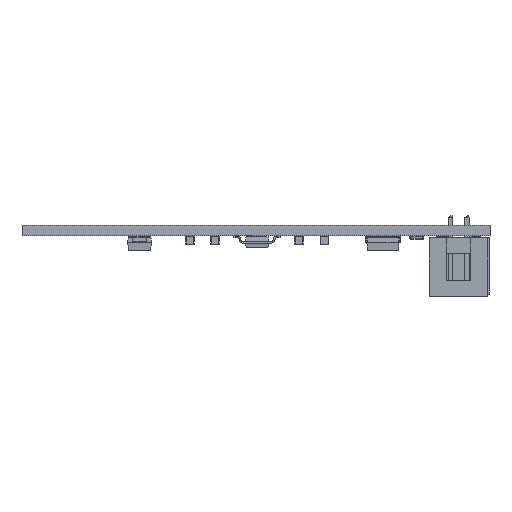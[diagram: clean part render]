
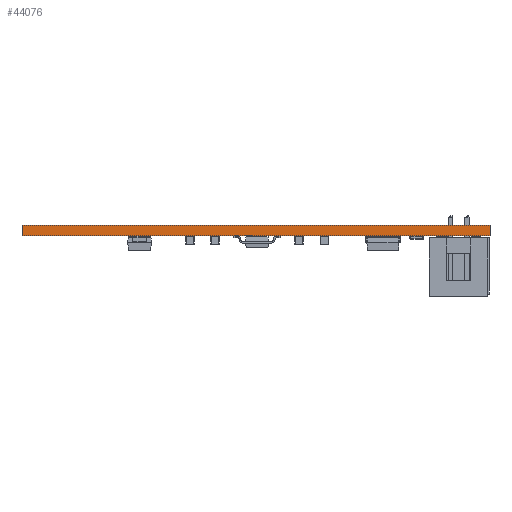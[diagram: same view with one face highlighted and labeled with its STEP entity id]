
A CAD part, front view. The second image highlights one B-rep face of the part: STEP entity #44076.
In plain terms, the highlighted planar face has unit normal (0, -1, 0).
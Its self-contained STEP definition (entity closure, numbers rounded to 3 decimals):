
#43960 = EDGE_CURVE('',#43961,#43963,#43965,.T.);
#43961 = VERTEX_POINT('',#43962);
#43962 = CARTESIAN_POINT('',(70.8,-128.5,0.));
#43963 = VERTEX_POINT('',#43964);
#43964 = CARTESIAN_POINT('',(70.8,-128.5,1.6));
#43965 = SURFACE_CURVE('',#43966,(#43970,#43982),.PCURVE_S1.);
#43966 = LINE('',#43967,#43968);
#43967 = CARTESIAN_POINT('',(70.8,-128.5,0.));
#43968 = VECTOR('',#43969,1.);
#43969 = DIRECTION('',(0.,0.,1.));
#43970 = PCURVE('',#43971,#43976);
#43971 = PLANE('',#43972);
#43972 = AXIS2_PLACEMENT_3D('',#43973,#43974,#43975);
#43973 = CARTESIAN_POINT('',(70.8,-128.5,0.));
#43974 = DIRECTION('',(-1.,0.,0.));
#43975 = DIRECTION('',(0.,1.,0.));
#43976 = DEFINITIONAL_REPRESENTATION('',(#43977),#43981);
#43977 = LINE('',#43978,#43979);
#43978 = CARTESIAN_POINT('',(0.,0.));
#43979 = VECTOR('',#43980,1.);
#43980 = DIRECTION('',(0.,-1.));
#43981 = ( GEOMETRIC_REPRESENTATION_CONTEXT(2) 
PARAMETRIC_REPRESENTATION_CONTEXT() REPRESENTATION_CONTEXT('2D SPACE',''
  ) );
#43982 = PCURVE('',#43983,#43988);
#43983 = PLANE('',#43984);
#43984 = AXIS2_PLACEMENT_3D('',#43985,#43986,#43987);
#43985 = CARTESIAN_POINT('',(0.,-128.5,0.));
#43986 = DIRECTION('',(0.,1.,0.));
#43987 = DIRECTION('',(1.,0.,0.));
#43988 = DEFINITIONAL_REPRESENTATION('',(#43989),#43993);
#43989 = LINE('',#43990,#43991);
#43990 = CARTESIAN_POINT('',(70.8,0.));
#43991 = VECTOR('',#43992,1.);
#43992 = DIRECTION('',(0.,-1.));
#43993 = ( GEOMETRIC_REPRESENTATION_CONTEXT(2) 
PARAMETRIC_REPRESENTATION_CONTEXT() REPRESENTATION_CONTEXT('2D SPACE',''
  ) );
#44011 = PLANE('',#44012);
#44012 = AXIS2_PLACEMENT_3D('',#44013,#44014,#44015);
#44013 = CARTESIAN_POINT('',(34.716,-63.882,1.6));
#44014 = DIRECTION('',(0.,0.,1.));
#44015 = DIRECTION('',(1.,0.,-0.));
#44065 = PLANE('',#44066);
#44066 = AXIS2_PLACEMENT_3D('',#44067,#44068,#44069);
#44067 = CARTESIAN_POINT('',(34.716,-63.882,0.));
#44068 = DIRECTION('',(0.,0.,1.));
#44069 = DIRECTION('',(1.,0.,-0.));
#44076 = ADVANCED_FACE('',(#44077),#43983,.F.);
#44077 = FACE_BOUND('',#44078,.F.);
#44078 = EDGE_LOOP('',(#44079,#44109,#44130,#44131));
#44079 = ORIENTED_EDGE('',*,*,#44080,.T.);
#44080 = EDGE_CURVE('',#44081,#44083,#44085,.T.);
#44081 = VERTEX_POINT('',#44082);
#44082 = CARTESIAN_POINT('',(0.,-128.5,0.));
#44083 = VERTEX_POINT('',#44084);
#44084 = CARTESIAN_POINT('',(0.,-128.5,1.6));
#44085 = SURFACE_CURVE('',#44086,(#44090,#44097),.PCURVE_S1.);
#44086 = LINE('',#44087,#44088);
#44087 = CARTESIAN_POINT('',(0.,-128.5,0.));
#44088 = VECTOR('',#44089,1.);
#44089 = DIRECTION('',(0.,0.,1.));
#44090 = PCURVE('',#43983,#44091);
#44091 = DEFINITIONAL_REPRESENTATION('',(#44092),#44096);
#44092 = LINE('',#44093,#44094);
#44093 = CARTESIAN_POINT('',(0.,0.));
#44094 = VECTOR('',#44095,1.);
#44095 = DIRECTION('',(0.,-1.));
#44096 = ( GEOMETRIC_REPRESENTATION_CONTEXT(2) 
PARAMETRIC_REPRESENTATION_CONTEXT() REPRESENTATION_CONTEXT('2D SPACE',''
  ) );
#44097 = PCURVE('',#44098,#44103);
#44098 = PLANE('',#44099);
#44099 = AXIS2_PLACEMENT_3D('',#44100,#44101,#44102);
#44100 = CARTESIAN_POINT('',(0.,-56.,0.));
#44101 = DIRECTION('',(1.,0.,-0.));
#44102 = DIRECTION('',(0.,-1.,0.));
#44103 = DEFINITIONAL_REPRESENTATION('',(#44104),#44108);
#44104 = LINE('',#44105,#44106);
#44105 = CARTESIAN_POINT('',(72.5,0.));
#44106 = VECTOR('',#44107,1.);
#44107 = DIRECTION('',(0.,-1.));
#44108 = ( GEOMETRIC_REPRESENTATION_CONTEXT(2) 
PARAMETRIC_REPRESENTATION_CONTEXT() REPRESENTATION_CONTEXT('2D SPACE',''
  ) );
#44109 = ORIENTED_EDGE('',*,*,#44110,.T.);
#44110 = EDGE_CURVE('',#44083,#43963,#44111,.T.);
#44111 = SURFACE_CURVE('',#44112,(#44116,#44123),.PCURVE_S1.);
#44112 = LINE('',#44113,#44114);
#44113 = CARTESIAN_POINT('',(0.,-128.5,1.6));
#44114 = VECTOR('',#44115,1.);
#44115 = DIRECTION('',(1.,0.,0.));
#44116 = PCURVE('',#43983,#44117);
#44117 = DEFINITIONAL_REPRESENTATION('',(#44118),#44122);
#44118 = LINE('',#44119,#44120);
#44119 = CARTESIAN_POINT('',(0.,-1.6));
#44120 = VECTOR('',#44121,1.);
#44121 = DIRECTION('',(1.,0.));
#44122 = ( GEOMETRIC_REPRESENTATION_CONTEXT(2) 
PARAMETRIC_REPRESENTATION_CONTEXT() REPRESENTATION_CONTEXT('2D SPACE',''
  ) );
#44123 = PCURVE('',#44011,#44124);
#44124 = DEFINITIONAL_REPRESENTATION('',(#44125),#44129);
#44125 = LINE('',#44126,#44127);
#44126 = CARTESIAN_POINT('',(-34.716,-64.618));
#44127 = VECTOR('',#44128,1.);
#44128 = DIRECTION('',(1.,0.));
#44129 = ( GEOMETRIC_REPRESENTATION_CONTEXT(2) 
PARAMETRIC_REPRESENTATION_CONTEXT() REPRESENTATION_CONTEXT('2D SPACE',''
  ) );
#44130 = ORIENTED_EDGE('',*,*,#43960,.F.);
#44131 = ORIENTED_EDGE('',*,*,#44132,.F.);
#44132 = EDGE_CURVE('',#44081,#43961,#44133,.T.);
#44133 = SURFACE_CURVE('',#44134,(#44138,#44145),.PCURVE_S1.);
#44134 = LINE('',#44135,#44136);
#44135 = CARTESIAN_POINT('',(0.,-128.5,0.));
#44136 = VECTOR('',#44137,1.);
#44137 = DIRECTION('',(1.,0.,0.));
#44138 = PCURVE('',#43983,#44139);
#44139 = DEFINITIONAL_REPRESENTATION('',(#44140),#44144);
#44140 = LINE('',#44141,#44142);
#44141 = CARTESIAN_POINT('',(0.,0.));
#44142 = VECTOR('',#44143,1.);
#44143 = DIRECTION('',(1.,0.));
#44144 = ( GEOMETRIC_REPRESENTATION_CONTEXT(2) 
PARAMETRIC_REPRESENTATION_CONTEXT() REPRESENTATION_CONTEXT('2D SPACE',''
  ) );
#44145 = PCURVE('',#44065,#44146);
#44146 = DEFINITIONAL_REPRESENTATION('',(#44147),#44151);
#44147 = LINE('',#44148,#44149);
#44148 = CARTESIAN_POINT('',(-34.716,-64.618));
#44149 = VECTOR('',#44150,1.);
#44150 = DIRECTION('',(1.,0.));
#44151 = ( GEOMETRIC_REPRESENTATION_CONTEXT(2) 
PARAMETRIC_REPRESENTATION_CONTEXT() REPRESENTATION_CONTEXT('2D SPACE',''
  ) );
